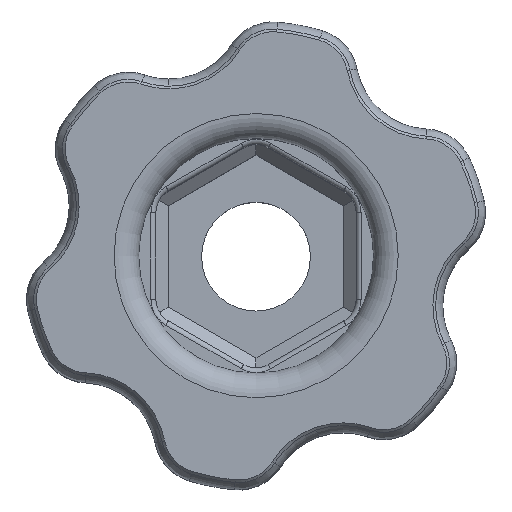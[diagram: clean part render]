
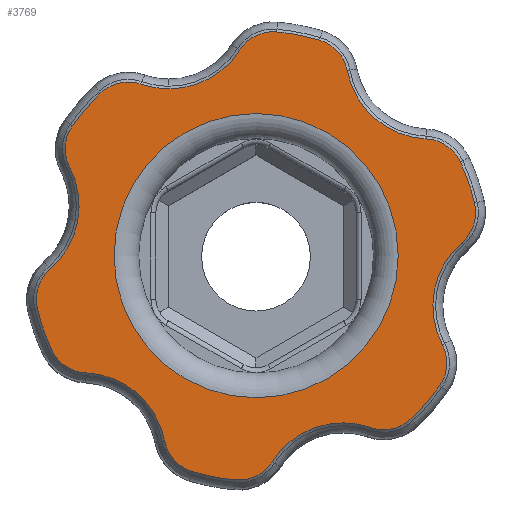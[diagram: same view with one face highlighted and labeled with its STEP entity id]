
A CAD part, top view. The second image highlights one B-rep face of the part: STEP entity #3769.
In plain terms, the highlighted planar face has unit normal (0, 0, 1).
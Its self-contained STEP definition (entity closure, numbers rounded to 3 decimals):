
#1811=CARTESIAN_POINT('',(593.889,219.628,196.385));
#1812=VERTEX_POINT('',#1811);
#1819=CARTESIAN_POINT('',(592.392,218.895,196.385));
#1820=VERTEX_POINT('',#1819);
#1821=CARTESIAN_POINT('',(592.539,220.488,196.385));
#1822=DIRECTION('',(0.,0.,-1.));
#1823=DIRECTION('',(0.,-1.,-0.));
#1824=AXIS2_PLACEMENT_3D('',#1821,#1822,#1823);
#1825=CIRCLE('',#1824,1.6);
#1826=EDGE_CURVE('',#1812,#1820,#1825,.T.);
#1850=CARTESIAN_POINT('',(597.874,221.011,196.385));
#1851=VERTEX_POINT('',#1850);
#1858=CARTESIAN_POINT('',(596.755,217.8,196.385));
#1859=DIRECTION('',(-0.,-0.,1.));
#1860=DIRECTION('',(-0.,1.,0.));
#1861=AXIS2_PLACEMENT_3D('',#1858,#1859,#1860);
#1862=CIRCLE('',#1861,3.4);
#1863=EDGE_CURVE('',#1851,#1812,#1862,.T.);
#1875=CARTESIAN_POINT('',(599.503,221.362,196.385));
#1876=VERTEX_POINT('',#1875);
#1883=CARTESIAN_POINT('',(598.4,222.522,196.385));
#1884=DIRECTION('',(0.,0.,-1.));
#1885=DIRECTION('',(0.,-1.,-0.));
#1886=AXIS2_PLACEMENT_3D('',#1883,#1884,#1885);
#1887=CIRCLE('',#1886,1.6);
#1888=EDGE_CURVE('',#1876,#1851,#1887,.T.);
#1900=CARTESIAN_POINT('',(600.659,222.698,196.385));
#1901=VERTEX_POINT('',#1900);
#1908=CARTESIAN_POINT('',(593.231,227.956,196.385));
#1909=DIRECTION('',(0.,0.,-1.));
#1910=DIRECTION('',(0.,-1.,-0.));
#1911=AXIS2_PLACEMENT_3D('',#1908,#1909,#1910);
#1912=CIRCLE('',#1911,9.1);
#1913=EDGE_CURVE('',#1901,#1876,#1912,.T.);
#1925=CARTESIAN_POINT('',(600.772,224.361,196.385));
#1926=VERTEX_POINT('',#1925);
#1933=CARTESIAN_POINT('',(599.353,223.623,196.385));
#1934=DIRECTION('',(0.,0.,-1.));
#1935=DIRECTION('',(0.,-1.,-0.));
#1936=AXIS2_PLACEMENT_3D('',#1933,#1934,#1935);
#1937=CIRCLE('',#1936,1.6);
#1938=EDGE_CURVE('',#1926,#1901,#1937,.T.);
#1950=CARTESIAN_POINT('',(601.567,228.504,196.385));
#1951=VERTEX_POINT('',#1950);
#1958=CARTESIAN_POINT('',(603.789,225.93,196.385));
#1959=DIRECTION('',(-0.,-0.,1.));
#1960=DIRECTION('',(-0.,1.,0.));
#1961=AXIS2_PLACEMENT_3D('',#1958,#1959,#1960);
#1962=CIRCLE('',#1961,3.4);
#1963=EDGE_CURVE('',#1951,#1926,#1962,.T.);
#1975=CARTESIAN_POINT('',(602.077,230.091,196.385));
#1976=VERTEX_POINT('',#1975);
#1983=CARTESIAN_POINT('',(600.522,229.715,196.385));
#1984=DIRECTION('',(0.,0.,-1.));
#1985=DIRECTION('',(0.,-1.,-0.));
#1986=AXIS2_PLACEMENT_3D('',#1983,#1984,#1985);
#1987=CIRCLE('',#1986,1.6);
#1988=EDGE_CURVE('',#1976,#1951,#1987,.T.);
#2000=CARTESIAN_POINT('',(601.498,231.76,196.385));
#2001=VERTEX_POINT('',#2000);
#2008=CARTESIAN_POINT('',(593.231,227.956,196.385));
#2009=DIRECTION('',(0.,0.,-1.));
#2010=DIRECTION('',(0.,-1.,-0.));
#2011=AXIS2_PLACEMENT_3D('',#2008,#2009,#2010);
#2012=CIRCLE('',#2011,9.1);
#2013=EDGE_CURVE('',#2001,#1976,#2012,.T.);
#2025=CARTESIAN_POINT('',(600.115,232.689,196.385));
#2026=VERTEX_POINT('',#2025);
#2033=CARTESIAN_POINT('',(600.045,231.091,196.385));
#2034=DIRECTION('',(0.,0.,-1.));
#2035=DIRECTION('',(0.,-1.,-0.));
#2036=AXIS2_PLACEMENT_3D('',#2033,#2034,#2035);
#2037=CIRCLE('',#2036,1.6);
#2038=EDGE_CURVE('',#2026,#2001,#2037,.T.);
#2050=CARTESIAN_POINT('',(596.925,235.449,196.385));
#2051=VERTEX_POINT('',#2050);
#2058=CARTESIAN_POINT('',(600.264,236.086,196.385));
#2059=DIRECTION('',(-0.,-0.,1.));
#2060=DIRECTION('',(-0.,1.,0.));
#2061=AXIS2_PLACEMENT_3D('',#2058,#2059,#2060);
#2062=CIRCLE('',#2061,3.4);
#2063=EDGE_CURVE('',#2051,#2026,#2062,.T.);
#2075=CARTESIAN_POINT('',(595.805,236.684,196.385));
#2076=VERTEX_POINT('',#2075);
#2083=CARTESIAN_POINT('',(595.353,235.15,196.385));
#2084=DIRECTION('',(0.,0.,-1.));
#2085=DIRECTION('',(0.,-1.,-0.));
#2086=AXIS2_PLACEMENT_3D('',#2083,#2084,#2085);
#2087=CIRCLE('',#2086,1.6);
#2088=EDGE_CURVE('',#2076,#2051,#2087,.T.);
#2100=CARTESIAN_POINT('',(594.071,237.017,196.385));
#2101=VERTEX_POINT('',#2100);
#2108=CARTESIAN_POINT('',(593.231,227.956,196.385));
#2109=DIRECTION('',(0.,0.,-1.));
#2110=DIRECTION('',(0.,-1.,-0.));
#2111=AXIS2_PLACEMENT_3D('',#2108,#2109,#2110);
#2112=CIRCLE('',#2111,9.1);
#2113=EDGE_CURVE('',#2101,#2076,#2112,.T.);
#3633=CARTESIAN_POINT('',(593.231,227.956,196.385));
#3634=DIRECTION('',(0.,-0.,-1.));
#3635=DIRECTION('',(0.982,-0.188,0.));
#3636=AXIS2_PLACEMENT_3D('',#3633,#3634,#3635);
#3637=PLANE('',#3636);
#3638=CARTESIAN_POINT('',(587.486,227.965,196.385));
#3639=VERTEX_POINT('',#3638);
#3640=CARTESIAN_POINT('',(593.236,227.965,196.385));
#3641=DIRECTION('',(0.,-0.,-1.));
#3642=DIRECTION('',(-1.,0.,-0.));
#3643=AXIS2_PLACEMENT_3D('',#3640,#3641,#3642);
#3644=CIRCLE('',#3643,5.75);
#3645=EDGE_CURVE('',#3639,#3639,#3644,.T.);
#3646=ORIENTED_EDGE('',*,*,#3645,.T.);
#3647=EDGE_LOOP('',(#3646));
#3648=FACE_BOUND('',#3647,.T.);
#3649=ORIENTED_EDGE('',*,*,#2013,.F.);
#3650=ORIENTED_EDGE('',*,*,#2038,.F.);
#3651=ORIENTED_EDGE('',*,*,#2063,.F.);
#3652=ORIENTED_EDGE('',*,*,#2088,.F.);
#3653=ORIENTED_EDGE('',*,*,#2113,.F.);
#3654=CARTESIAN_POINT('',(592.574,236.284,196.385));
#3655=VERTEX_POINT('',#3654);
#3656=CARTESIAN_POINT('',(593.923,235.424,196.385));
#3657=DIRECTION('',(0.,0.,-1.));
#3658=DIRECTION('',(0.,-1.,-0.));
#3659=AXIS2_PLACEMENT_3D('',#3656,#3657,#3658);
#3660=CIRCLE('',#3659,1.6);
#3661=EDGE_CURVE('',#3655,#2101,#3660,.T.);
#3662=ORIENTED_EDGE('',*,*,#3661,.F.);
#3663=CARTESIAN_POINT('',(588.588,234.901,196.385));
#3664=VERTEX_POINT('',#3663);
#3665=CARTESIAN_POINT('',(589.707,238.112,196.385));
#3666=DIRECTION('',(-0.,-0.,1.));
#3667=DIRECTION('',(-0.,1.,0.));
#3668=AXIS2_PLACEMENT_3D('',#3665,#3666,#3667);
#3669=CIRCLE('',#3668,3.4);
#3670=EDGE_CURVE('',#3664,#3655,#3669,.T.);
#3671=ORIENTED_EDGE('',*,*,#3670,.F.);
#3672=CARTESIAN_POINT('',(586.959,234.549,196.385));
#3673=VERTEX_POINT('',#3672);
#3674=CARTESIAN_POINT('',(588.062,233.39,196.385));
#3675=DIRECTION('',(0.,0.,-1.));
#3676=DIRECTION('',(0.,-1.,-0.));
#3677=AXIS2_PLACEMENT_3D('',#3674,#3675,#3676);
#3678=CIRCLE('',#3677,1.6);
#3679=EDGE_CURVE('',#3673,#3664,#3678,.T.);
#3680=ORIENTED_EDGE('',*,*,#3679,.F.);
#3681=CARTESIAN_POINT('',(585.804,233.214,196.385));
#3682=VERTEX_POINT('',#3681);
#3683=CARTESIAN_POINT('',(593.231,227.956,196.385));
#3684=DIRECTION('',(0.,0.,-1.));
#3685=DIRECTION('',(0.,-1.,-0.));
#3686=AXIS2_PLACEMENT_3D('',#3683,#3684,#3685);
#3687=CIRCLE('',#3686,9.1);
#3688=EDGE_CURVE('',#3682,#3673,#3687,.T.);
#3689=ORIENTED_EDGE('',*,*,#3688,.F.);
#3690=CARTESIAN_POINT('',(585.69,231.551,196.385));
#3691=VERTEX_POINT('',#3690);
#3692=CARTESIAN_POINT('',(587.11,232.289,196.385));
#3693=DIRECTION('',(0.,0.,-1.));
#3694=DIRECTION('',(0.,-1.,-0.));
#3695=AXIS2_PLACEMENT_3D('',#3692,#3693,#3694);
#3696=CIRCLE('',#3695,1.6);
#3697=EDGE_CURVE('',#3691,#3682,#3696,.T.);
#3698=ORIENTED_EDGE('',*,*,#3697,.F.);
#3699=CARTESIAN_POINT('',(584.895,227.408,196.385));
#3700=VERTEX_POINT('',#3699);
#3701=CARTESIAN_POINT('',(582.674,229.982,196.385));
#3702=DIRECTION('',(-0.,-0.,1.));
#3703=DIRECTION('',(-0.,1.,0.));
#3704=AXIS2_PLACEMENT_3D('',#3701,#3702,#3703);
#3705=CIRCLE('',#3704,3.4);
#3706=EDGE_CURVE('',#3700,#3691,#3705,.T.);
#3707=ORIENTED_EDGE('',*,*,#3706,.F.);
#3708=CARTESIAN_POINT('',(584.385,225.821,196.385));
#3709=VERTEX_POINT('',#3708);
#3710=CARTESIAN_POINT('',(585.941,226.196,196.385));
#3711=DIRECTION('',(0.,0.,-1.));
#3712=DIRECTION('',(0.,-1.,-0.));
#3713=AXIS2_PLACEMENT_3D('',#3710,#3711,#3712);
#3714=CIRCLE('',#3713,1.6);
#3715=EDGE_CURVE('',#3709,#3700,#3714,.T.);
#3716=ORIENTED_EDGE('',*,*,#3715,.F.);
#3717=CARTESIAN_POINT('',(584.964,224.152,196.385));
#3718=VERTEX_POINT('',#3717);
#3719=CARTESIAN_POINT('',(593.231,227.956,196.385));
#3720=DIRECTION('',(0.,0.,-1.));
#3721=DIRECTION('',(0.,-1.,-0.));
#3722=AXIS2_PLACEMENT_3D('',#3719,#3720,#3721);
#3723=CIRCLE('',#3722,9.1);
#3724=EDGE_CURVE('',#3718,#3709,#3723,.T.);
#3725=ORIENTED_EDGE('',*,*,#3724,.F.);
#3726=CARTESIAN_POINT('',(586.347,223.223,196.385));
#3727=VERTEX_POINT('',#3726);
#3728=CARTESIAN_POINT('',(586.418,224.821,196.385));
#3729=DIRECTION('',(0.,0.,-1.));
#3730=DIRECTION('',(0.,-1.,-0.));
#3731=AXIS2_PLACEMENT_3D('',#3728,#3729,#3730);
#3732=CIRCLE('',#3731,1.6);
#3733=EDGE_CURVE('',#3727,#3718,#3732,.T.);
#3734=ORIENTED_EDGE('',*,*,#3733,.F.);
#3735=CARTESIAN_POINT('',(589.538,220.463,196.385));
#3736=VERTEX_POINT('',#3735);
#3737=CARTESIAN_POINT('',(586.198,219.826,196.385));
#3738=DIRECTION('',(-0.,-0.,1.));
#3739=DIRECTION('',(-0.,1.,0.));
#3740=AXIS2_PLACEMENT_3D('',#3737,#3738,#3739);
#3741=CIRCLE('',#3740,3.4);
#3742=EDGE_CURVE('',#3736,#3727,#3741,.T.);
#3743=ORIENTED_EDGE('',*,*,#3742,.F.);
#3744=CARTESIAN_POINT('',(590.657,219.228,196.385));
#3745=VERTEX_POINT('',#3744);
#3746=CARTESIAN_POINT('',(591.11,220.762,196.385));
#3747=DIRECTION('',(0.,0.,-1.));
#3748=DIRECTION('',(0.,-1.,-0.));
#3749=AXIS2_PLACEMENT_3D('',#3746,#3747,#3748);
#3750=CIRCLE('',#3749,1.6);
#3751=EDGE_CURVE('',#3745,#3736,#3750,.T.);
#3752=ORIENTED_EDGE('',*,*,#3751,.F.);
#3753=CARTESIAN_POINT('',(593.231,227.956,196.385));
#3754=DIRECTION('',(0.,0.,-1.));
#3755=DIRECTION('',(0.,-1.,-0.));
#3756=AXIS2_PLACEMENT_3D('',#3753,#3754,#3755);
#3757=CIRCLE('',#3756,9.1);
#3758=EDGE_CURVE('',#1820,#3745,#3757,.T.);
#3759=ORIENTED_EDGE('',*,*,#3758,.F.);
#3760=ORIENTED_EDGE('',*,*,#1826,.F.);
#3761=ORIENTED_EDGE('',*,*,#1863,.F.);
#3762=ORIENTED_EDGE('',*,*,#1888,.F.);
#3763=ORIENTED_EDGE('',*,*,#1913,.F.);
#3764=ORIENTED_EDGE('',*,*,#1938,.F.);
#3765=ORIENTED_EDGE('',*,*,#1963,.F.);
#3766=ORIENTED_EDGE('',*,*,#1988,.F.);
#3767=EDGE_LOOP('',(#3649,#3650,#3651,#3652,#3653,#3662,#3671,#3680,#3689,#3698,#3707,#3716,#3725,#3734,#3743,#3752,#3759,#3760,#3761,#3762,#3763,#3764,#3765,#3766));
#3768=FACE_BOUND('',#3767,.T.);
#3769=ADVANCED_FACE('',(#3648,#3768),#3637,.F.);
